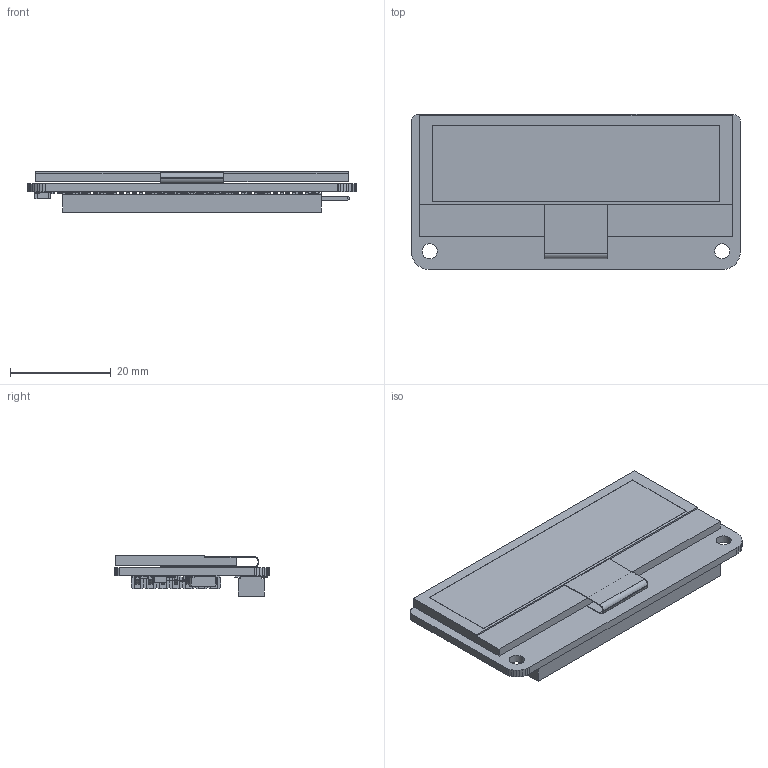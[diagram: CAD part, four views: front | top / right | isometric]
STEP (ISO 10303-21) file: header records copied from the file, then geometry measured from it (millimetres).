
FILE_DESCRIPTION((''),'2;1');
FILE_NAME('2_23INCH_OLED_HAT_ASM','2023-07-07T18:18:09',('xiaojisheng'),(''),'CREO PARAMETRIC BY PTC INC, 2021063','CREO PARAMETRIC BY PTC INC, 2021063','');
FILE_SCHEMA(('CONFIG_CONTROL_DESIGN','SHAPE_APPEARANCE_LAYERS_GROUPS'));
Length unit declared in the file: millimetre
Products named in the file (62): BOARD; EXTRUDED-5696; 1084101296_ASM; EXTRUDED-6068; 488033296_ASM; C1_ASM; C2_ASM; CAPC1608_0603_; C3_ASM; C4_ASM; C5_ASM; C6_ASM; C7_ASM; RESC1608_0603_; R1_ASM; R2_ASM; R3_ASM; R4_ASM; R5_ASM; R6_ASM; R7_ASM; EXTRUDED-12228; 1084101552_ASM; EXTRUDED-12715; 1084101680_ASM; OLED1_ASM; INDC3225_1210_; L1_ASM; HDR2_54_S-W-1P-15833; LOGO0_25_10; LOGO0_25_20; LOGO0_25_30; LOGO0_25_40; LOGO0_25_50; LOGO0_25_60; LOGO0_25_70; LOGO0_25_80; LOGO0_25_90; LOGO0_25_100; LOGO0_25_110 ...
Assembly tree (110 placements, depth 6):
  2_23INCH_OLED_HAT_ASM
    PCB_ASM
      BOARD
      C1_ASM
        1084101296_ASM
          EXTRUDED-5696
        488033296_ASM  x2
          EXTRUDED-6068
      C2_ASM
        1084101296_ASM
          EXTRUDED-5696
        488033296_ASM  x2
          EXTRUDED-6068
      C3_ASM
        CAPC1608_0603_
      C4_ASM
        CAPC1608_0603_
      C5_ASM
        CAPC1608_0603_
      C6_ASM
        CAPC1608_0603_
      C7_ASM
        CAPC1608_0603_
      R1_ASM
        RESC1608_0603_
      R2_ASM
        RESC1608_0603_
      R3_ASM
        RESC1608_0603_
      R4_ASM
        RESC1608_0603_
      R5_ASM
        RESC1608_0603_
      R6_ASM
        RESC1608_0603_
      R7_ASM
        RESC1608_0603_
      OLED1_ASM
        1084101552_ASM  x24
          EXTRUDED-12228
        1084101680_ASM
          EXTRUDED-12715
      L1_ASM
        INDC3225_1210_
      H7_ASM
        HDR2_54_S-W-1P-15819_ASM  x7
          HDR2_54_S-W-1P-15833
          LOGO0_250_ASM
            LOGO0_25_10
            LOGO0_25_20
            LOGO0_25_30
            LOGO0_25_40
            LOGO0_25_50
            LOGO0_25_60
            LOGO0_25_70
            LOGO0_25_80
            LOGO0_25_90
            LOGO0_25_100
            LOGO0_25_110
            LOGO0_25_120
Bounding box: 65.23 x 30.78 x 8 mm (x, y, z)
Volume: 7036 mm3; surface area: 11346.3 mm2
Topology: 162 solids, 162 shells, 3217 faces, 7807 edges, 4836 vertices
Faces by surface type: plane 2043, cylinder 743, extrusion 279, sphere 152
Entity records: 64759 total; most frequent: CARTESIAN_POINT 13839, ORIENTED_EDGE 7978, DIRECTION 7326, EDGE_CURVE 3989, VECTOR 3164, LINE 3059, VERTEX_POINT 2632, PRESENTATION_STYLE_ASSIGNMENT 2554
